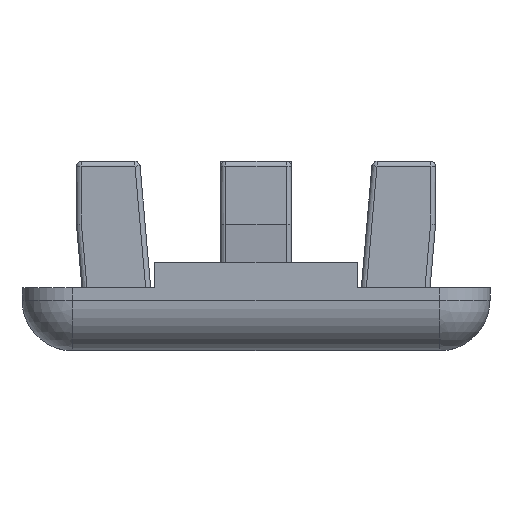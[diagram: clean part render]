
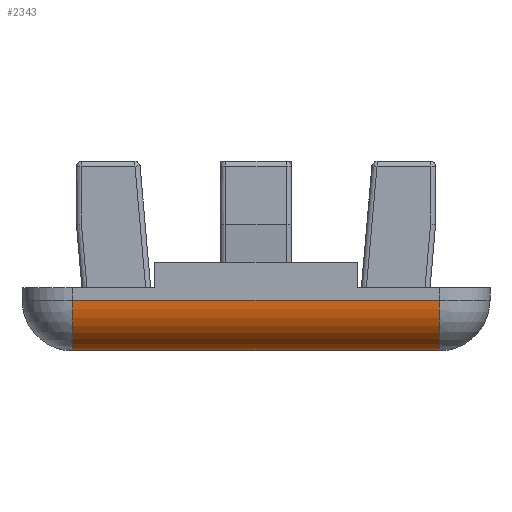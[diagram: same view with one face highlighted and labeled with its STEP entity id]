
A CAD part, left-side view. The second image highlights one B-rep face of the part: STEP entity #2343.
In plain terms, the highlighted cylindrical face has radius 2 mm (diameter 4 mm), a partial arc.
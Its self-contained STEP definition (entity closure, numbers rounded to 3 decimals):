
#82=CYLINDRICAL_SURFACE('',#2653,2.);
#232=CIRCLE('',#2635,2.);
#237=CIRCLE('',#2642,2.);
#361=FACE_OUTER_BOUND('',#521,.T.);
#521=EDGE_LOOP('',(#2017,#2018,#2019,#2020));
#734=LINE('',#4054,#945);
#735=LINE('',#4055,#946);
#945=VECTOR('',#3353,10.);
#946=VECTOR('',#3354,10.);
#1145=VERTEX_POINT('',#4015);
#1146=VERTEX_POINT('',#4017);
#1150=VERTEX_POINT('',#4028);
#1151=VERTEX_POINT('',#4029);
#1450=EDGE_CURVE('',#1146,#1145,#232,.F.);
#1455=EDGE_CURVE('',#1150,#1151,#237,.T.);
#1469=EDGE_CURVE('',#1145,#1151,#734,.T.);
#1470=EDGE_CURVE('',#1150,#1146,#735,.T.);
#2017=ORIENTED_EDGE('',*,*,#1450,.T.);
#2018=ORIENTED_EDGE('',*,*,#1469,.T.);
#2019=ORIENTED_EDGE('',*,*,#1455,.F.);
#2020=ORIENTED_EDGE('',*,*,#1470,.T.);
#2343=ADVANCED_FACE('',(#361),#82,.T.);
#2635=AXIS2_PLACEMENT_3D('',#4018,#3307,#3308);
#2642=AXIS2_PLACEMENT_3D('',#4030,#3321,#3322);
#2653=AXIS2_PLACEMENT_3D('',#4053,#3351,#3352);
#3307=DIRECTION('center_axis',(0.,1.,0.));
#3308=DIRECTION('ref_axis',(-1.,0.,0.));
#3321=DIRECTION('center_axis',(0.,-1.,0.));
#3322=DIRECTION('ref_axis',(-0.707,0.,-0.707));
#3351=DIRECTION('center_axis',(0.,1.,0.));
#3352=DIRECTION('ref_axis',(-0.707,0.,-0.707));
#3353=DIRECTION('',(0.,-1.,0.));
#3354=DIRECTION('',(0.,1.,0.));
#4015=CARTESIAN_POINT('',(2.,7.25,-2.5));
#4017=CARTESIAN_POINT('',(0.,7.25,-0.5));
#4018=CARTESIAN_POINT('Origin',(2.,7.25,-0.5));
#4028=CARTESIAN_POINT('',(0.,-7.25,-0.5));
#4029=CARTESIAN_POINT('',(2.,-7.25,-2.5));
#4030=CARTESIAN_POINT('Origin',(2.,-7.25,-0.5));
#4053=CARTESIAN_POINT('Origin',(2.,-4.625,-0.5));
#4054=CARTESIAN_POINT('',(2.,-4.625,-2.5));
#4055=CARTESIAN_POINT('',(0.,-4.625,-0.5));
